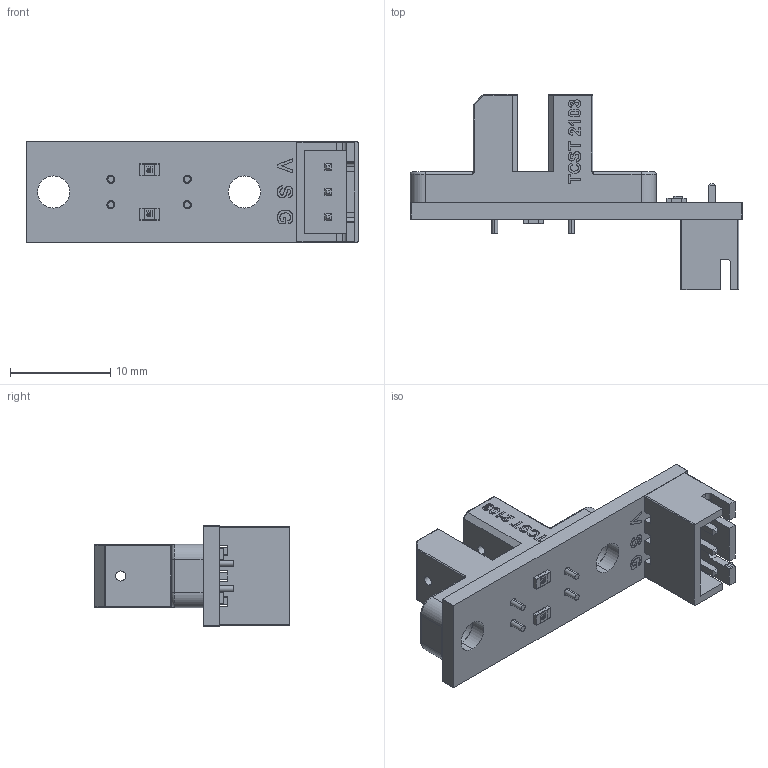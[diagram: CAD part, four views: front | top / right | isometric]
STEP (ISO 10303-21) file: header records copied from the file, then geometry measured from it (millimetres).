
FILE_DESCRIPTION (( 'STEP AP214' ), '1' );
FILE_NAME ('Optical Endstop Switch.STEP', '2022-09-20T17:35:06', ( 'Rotor' ), ( '' ), 'SwSTEP 2.0', 'SolidWorks 2012', '' );
FILE_SCHEMA (( 'AUTOMOTIVE_DESIGN' ));
Length unit declared in the file: millimetre
Products named in the file (6): JST-XH-3A^Optical Endstop Switch; LED_0805_Green^Optical Endstop Switch; RES_0805^Optical Endstop Switch; TCST2103^Optical Endstop Switch; Board^Optical Endstop Switch; Optical Endstop Switch
Assembly tree (7 placements, depth 2):
  Optical Endstop Switch
    Board^Optical Endstop Switch
    TCST2103^Optical Endstop Switch
    RES_0805^Optical Endstop Switch  x3
    LED_0805_Green^Optical Endstop Switch
    JST-XH-3A^Optical Endstop Switch
Bounding box: 33.05 x 19.4 x 10 mm (x, y, z)
Volume: 1548.5 mm3; surface area: 2281.3 mm2
Topology: 16 solids, 16 shells, 808 faces, 1990 edges, 1196 vertices
Faces by surface type: plane 346, cylinder 217, bspline 184, sphere 49, torus 12
Entity records: 28570 total; most frequent: CARTESIAN_POINT 10560, ORIENTED_EDGE 2994, DIRECTION 2412, EDGE_CURVE 1497, VERTEX_POINT 938, LINE 932, VECTOR 932, AXIS2_PLACEMENT_3D 740
